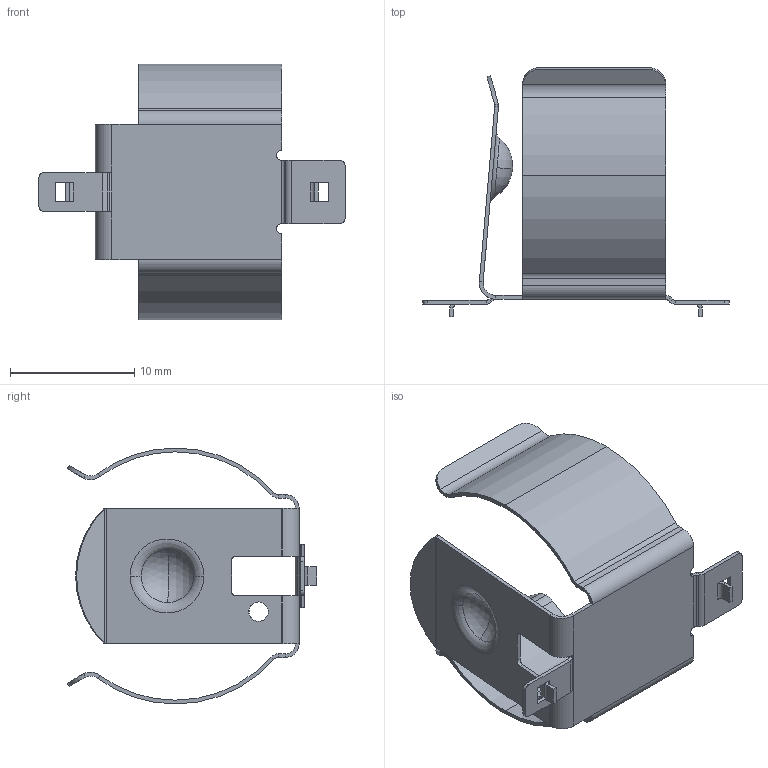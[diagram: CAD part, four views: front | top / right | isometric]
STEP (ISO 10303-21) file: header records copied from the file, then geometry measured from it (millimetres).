
FILE_DESCRIPTION (( 'STEP AP203' ), '1' );
FILE_NAME ('246.STEP', '2019-01-18T13:54:24', ( '' ), ( '' ), 'SwSTEP 2.0', 'SolidWorks 2013', '' );
FILE_SCHEMA (( 'CONFIG_CONTROL_DESIGN' ));
Length unit declared in the file: inch
Products named in the file (1): 246
Bounding box: 24.61 x 20.05 x 20.57 mm (x, y, z)
Volume: 258.4 mm3; surface area: 1764.6 mm2
Topology: 1 solids, 1 shells, 171 faces, 397 edges, 228 vertices
Faces by surface type: plane 103, cylinder 60, sphere 4, torus 4
Entity records: 4854 total; most frequent: DIRECTION 873, CARTESIAN_POINT 821, ORIENTED_EDGE 794, EDGE_CURVE 397, AXIS2_PLACEMENT_3D 312, VECTOR 249, LINE 249, VERTEX_POINT 228
